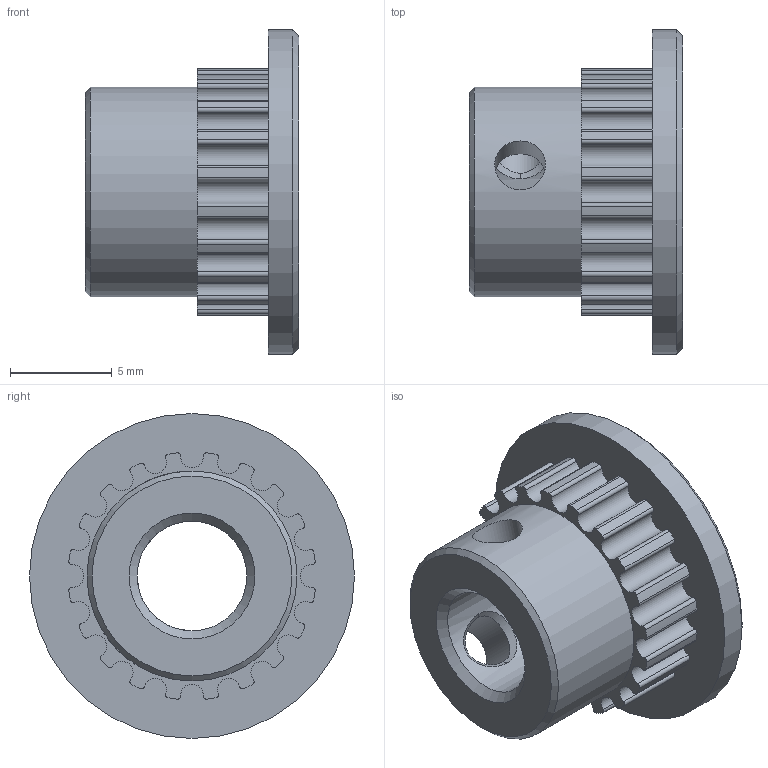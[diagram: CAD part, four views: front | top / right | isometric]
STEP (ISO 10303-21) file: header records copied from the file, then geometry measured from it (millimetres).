
FILE_DESCRIPTION(/* description */ (''),/* implementation_level */ '2;1');
FILE_NAME(/* name */ 'GT2-20T-3MM_PULLEY.step',/* time_stamp */ '2023-01-07T19:04:17+01:00',/* author */ (''),/* organization */ (''),/* preprocessor_version */ 'ST-DEVELOPER v19.2',/* originating_system */ 'Autodesk Translation Framework v11.17.0.187',/* authorisation */ '');
FILE_SCHEMA (('AUTOMOTIVE_DESIGN { 1 0 10303 214 3 1 1 }'));
Length unit declared in the file: millimetre
Products named in the file (1): GT2-20T-3MM_PULLEY
Bounding box: 10.5 x 16 x 16 mm (x, y, z)
Volume: 850.2 mm3; surface area: 982 mm2
Topology: 1 solids, 1 shells, 99 faces, 284 edges, 189 vertices
Faces by surface type: cylinder 85, bspline 6, plane 4, cone 4
Full cylindrical faces by diameter (mm): 2.5 x2, 5.4 x1, 10.34 x1, 16 x1
Entity records: 3864 total; most frequent: CARTESIAN_POINT 1096, DIRECTION 627, ORIENTED_EDGE 568, EDGE_CURVE 284, AXIS2_PLACEMENT_3D 267, VERTEX_POINT 189, CIRCLE 173, EDGE_LOOP 107
